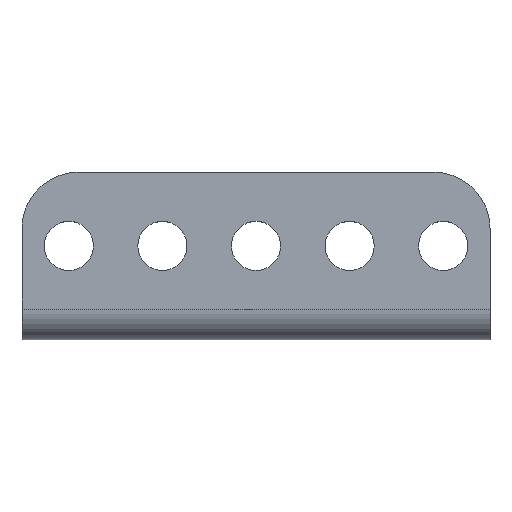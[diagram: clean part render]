
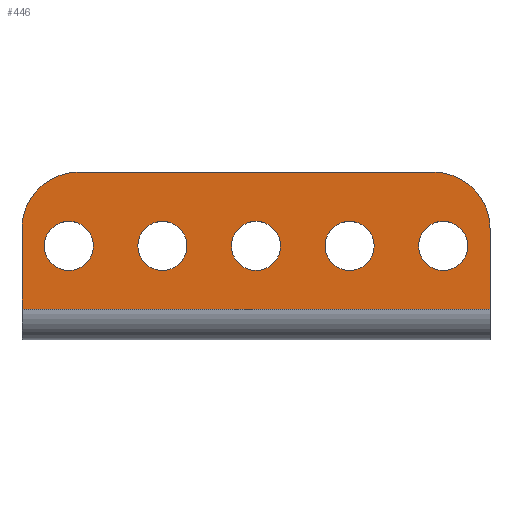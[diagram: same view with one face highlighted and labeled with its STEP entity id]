
A CAD part, top view. The second image highlights one B-rep face of the part: STEP entity #446.
In plain terms, the highlighted planar face has unit normal (0, 0, 1).
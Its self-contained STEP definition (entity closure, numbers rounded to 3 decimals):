
#46=FACE_BOUND('',#108,.T.);
#47=FACE_BOUND('',#109,.T.);
#48=FACE_BOUND('',#110,.T.);
#49=FACE_BOUND('',#111,.T.);
#50=FACE_BOUND('',#112,.T.);
#68=FACE_OUTER_BOUND('',#107,.T.);
#107=EDGE_LOOP('',(#376,#377,#378,#379,#380,#381));
#108=EDGE_LOOP('',(#382));
#109=EDGE_LOOP('',(#383));
#110=EDGE_LOOP('',(#384));
#111=EDGE_LOOP('',(#385));
#112=EDGE_LOOP('',(#386));
#164=CIRCLE('',#498,4.8);
#165=CIRCLE('',#499,4.8);
#166=CIRCLE('',#500,2.1);
#167=CIRCLE('',#501,2.1);
#168=CIRCLE('',#502,2.1);
#169=CIRCLE('',#503,2.1);
#170=CIRCLE('',#504,2.1);
#176=LINE('',#676,#200);
#178=LINE('',#682,#202);
#193=LINE('',#753,#217);
#194=LINE('',#757,#218);
#200=VECTOR('',#534,6.9);
#202=VECTOR('',#538,6.9);
#217=VECTOR('',#609,30.4);
#218=VECTOR('',#616,40.);
#219=VERTEX_POINT('',#661);
#226=VERTEX_POINT('',#674);
#228=VERTEX_POINT('',#679);
#229=VERTEX_POINT('',#681);
#256=VERTEX_POINT('',#749);
#257=VERTEX_POINT('',#751);
#258=VERTEX_POINT('',#758);
#259=VERTEX_POINT('',#760);
#260=VERTEX_POINT('',#762);
#261=VERTEX_POINT('',#764);
#262=VERTEX_POINT('',#766);
#270=EDGE_CURVE('',#219,#226,#176,.T.);
#272=EDGE_CURVE('',#228,#229,#178,.T.);
#310=EDGE_CURVE('',#257,#256,#193,.T.);
#311=EDGE_CURVE('',#228,#256,#164,.T.);
#312=EDGE_CURVE('',#257,#219,#165,.T.);
#313=EDGE_CURVE('',#229,#226,#194,.T.);
#314=EDGE_CURVE('',#258,#258,#166,.T.);
#315=EDGE_CURVE('',#259,#259,#167,.T.);
#316=EDGE_CURVE('',#260,#260,#168,.T.);
#317=EDGE_CURVE('',#261,#261,#169,.T.);
#318=EDGE_CURVE('',#262,#262,#170,.T.);
#376=ORIENTED_EDGE('',*,*,#311,.T.);
#377=ORIENTED_EDGE('',*,*,#310,.F.);
#378=ORIENTED_EDGE('',*,*,#312,.T.);
#379=ORIENTED_EDGE('',*,*,#270,.T.);
#380=ORIENTED_EDGE('',*,*,#313,.F.);
#381=ORIENTED_EDGE('',*,*,#272,.F.);
#382=ORIENTED_EDGE('',*,*,#314,.T.);
#383=ORIENTED_EDGE('',*,*,#315,.T.);
#384=ORIENTED_EDGE('',*,*,#316,.T.);
#385=ORIENTED_EDGE('',*,*,#317,.T.);
#386=ORIENTED_EDGE('',*,*,#318,.T.);
#438=PLANE('',#497);
#446=ADVANCED_FACE('',(#68,#46,#47,#48,#49,#50),#438,.T.);
#497=AXIS2_PLACEMENT_3D('',#754,#610,#611);
#498=AXIS2_PLACEMENT_3D('',#755,#612,#613);
#499=AXIS2_PLACEMENT_3D('',#756,#614,#615);
#500=AXIS2_PLACEMENT_3D('',#759,#617,#618);
#501=AXIS2_PLACEMENT_3D('',#761,#619,#620);
#502=AXIS2_PLACEMENT_3D('',#763,#621,#622);
#503=AXIS2_PLACEMENT_3D('',#765,#623,#624);
#504=AXIS2_PLACEMENT_3D('',#767,#625,#626);
#534=DIRECTION('',(0.,-1.,0.));
#538=DIRECTION('',(0.,-1.,0.));
#609=DIRECTION('',(1.,0.,0.));
#610=DIRECTION('center_axis',(0.,0.,1.));
#611=DIRECTION('ref_axis',(1.,0.,0.));
#612=DIRECTION('center_axis',(0.,0.,1.));
#613=DIRECTION('ref_axis',(1.,0.,0.));
#614=DIRECTION('center_axis',(0.,0.,1.));
#615=DIRECTION('ref_axis',(0.,1.,0.));
#616=DIRECTION('',(-1.,0.,0.));
#617=DIRECTION('center_axis',(0.,0.,-1.));
#618=DIRECTION('ref_axis',(-1.,0.,0.));
#619=DIRECTION('center_axis',(0.,0.,-1.));
#620=DIRECTION('ref_axis',(-1.,0.,0.));
#621=DIRECTION('center_axis',(0.,0.,-1.));
#622=DIRECTION('ref_axis',(-1.,0.,0.));
#623=DIRECTION('center_axis',(0.,0.,-1.));
#624=DIRECTION('ref_axis',(-1.,0.,0.));
#625=DIRECTION('center_axis',(0.,0.,-1.));
#626=DIRECTION('ref_axis',(-1.,0.,0.));
#661=CARTESIAN_POINT('',(-20.,9.5,0.));
#674=CARTESIAN_POINT('',(-20.,2.6,0.));
#676=CARTESIAN_POINT('',(-20.,9.5,0.));
#679=CARTESIAN_POINT('',(20.,9.5,0.));
#681=CARTESIAN_POINT('',(20.,2.6,0.));
#682=CARTESIAN_POINT('',(20.,9.5,0.));
#749=CARTESIAN_POINT('',(15.2,14.3,0.));
#751=CARTESIAN_POINT('',(-15.2,14.3,0.));
#753=CARTESIAN_POINT('',(-15.2,14.3,0.));
#754=CARTESIAN_POINT('Origin',(-20.,14.3,0.));
#755=CARTESIAN_POINT('Origin',(15.2,9.5,0.));
#756=CARTESIAN_POINT('Origin',(-15.2,9.5,0.));
#757=CARTESIAN_POINT('',(20.,2.6,0.));
#758=CARTESIAN_POINT('',(18.1,8.,0.));
#759=CARTESIAN_POINT('Origin',(16.,8.,0.));
#760=CARTESIAN_POINT('',(10.1,8.,0.));
#761=CARTESIAN_POINT('Origin',(8.,8.,0.));
#762=CARTESIAN_POINT('',(2.1,8.,0.));
#763=CARTESIAN_POINT('Origin',(0.,8.,0.));
#764=CARTESIAN_POINT('',(-5.9,8.,0.));
#765=CARTESIAN_POINT('Origin',(-8.,8.,0.));
#766=CARTESIAN_POINT('',(-13.9,8.,0.));
#767=CARTESIAN_POINT('Origin',(-16.,8.,0.));
